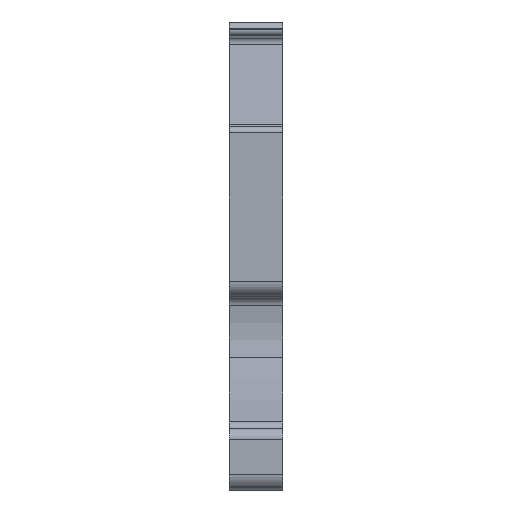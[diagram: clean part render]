
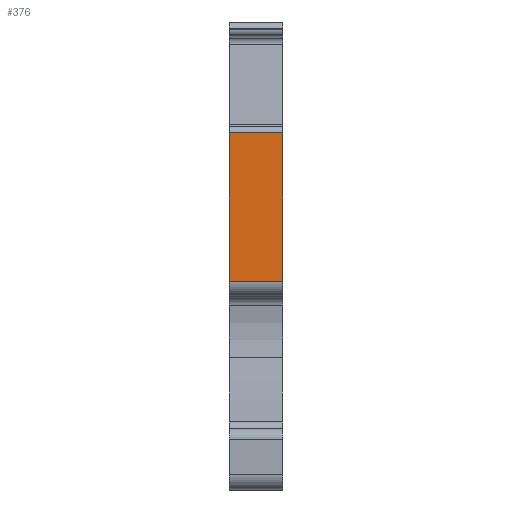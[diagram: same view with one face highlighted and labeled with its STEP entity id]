
A CAD part, front view. The second image highlights one B-rep face of the part: STEP entity #376.
In plain terms, the highlighted planar face has unit normal (0, -1, 0).
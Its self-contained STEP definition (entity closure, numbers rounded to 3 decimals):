
#376 = ADVANCED_FACE( '', ( #830 ), #831, .T. );
#830 = FACE_OUTER_BOUND( '', #1353, .T. );
#831 = PLANE( '', #1354 );
#1353 = EDGE_LOOP( '', ( #2471, #2472, #2473, #2474 ) );
#1354 = AXIS2_PLACEMENT_3D( '', #2475, #2476, #2477 );
#2471 = ORIENTED_EDGE( '', *, *, #3698, .F. );
#2472 = ORIENTED_EDGE( '', *, *, #3699, .F. );
#2473 = ORIENTED_EDGE( '', *, *, #3430, .T. );
#2474 = ORIENTED_EDGE( '', *, *, #3568, .T. );
#2475 = CARTESIAN_POINT( '', ( -3.5, -22.3, 7.182 ) );
#2476 = DIRECTION( '', ( 0., -1., 0. ) );
#2477 = DIRECTION( '', ( 0., 0., -1. ) );
#3430 = EDGE_CURVE( '', #4231, #4229, #4232, .T. );
#3568 = EDGE_CURVE( '', #4229, #4452, #4455, .T. );
#3698 = EDGE_CURVE( '', #4632, #4452, #4633, .F. );
#3699 = EDGE_CURVE( '', #4231, #4632, #4634, .T. );
#4229 = VERTEX_POINT( '', #5327 );
#4231 = VERTEX_POINT( '', #5329 );
#4232 = LINE( '', #5330, #5331 );
#4452 = VERTEX_POINT( '', #5627 );
#4455 = LINE( '', #5630, #5631 );
#4632 = VERTEX_POINT( '', #5881 );
#4633 = LINE( '', #5882, #5883 );
#4634 = LINE( '', #5884, #5885 );
#5327 = CARTESIAN_POINT( '', ( -3.5, -22.3, -2.5 ) );
#5329 = CARTESIAN_POINT( '', ( -3.5, -22.3, 7.182 ) );
#5330 = CARTESIAN_POINT( '', ( -3.5, -22.3, 7.182 ) );
#5331 = VECTOR( '', #6421, 1000. );
#5627 = CARTESIAN_POINT( '', ( 0., -22.3, -2.5 ) );
#5630 = CARTESIAN_POINT( '', ( -3.5, -22.3, -2.5 ) );
#5631 = VECTOR( '', #6618, 1000. );
#5881 = CARTESIAN_POINT( '', ( 0., -22.3, 7.182 ) );
#5882 = CARTESIAN_POINT( '', ( 0., -22.3, -3.8 ) );
#5883 = VECTOR( '', #6743, 1000. );
#5884 = CARTESIAN_POINT( '', ( -3.5, -22.3, 7.182 ) );
#5885 = VECTOR( '', #6744, 1000. );
#6421 = DIRECTION( '', ( 0., 0., -1. ) );
#6618 = DIRECTION( '', ( 1., 0., 0. ) );
#6743 = DIRECTION( '', ( 0., 0., 1. ) );
#6744 = DIRECTION( '', ( 1., 0., 0. ) );
